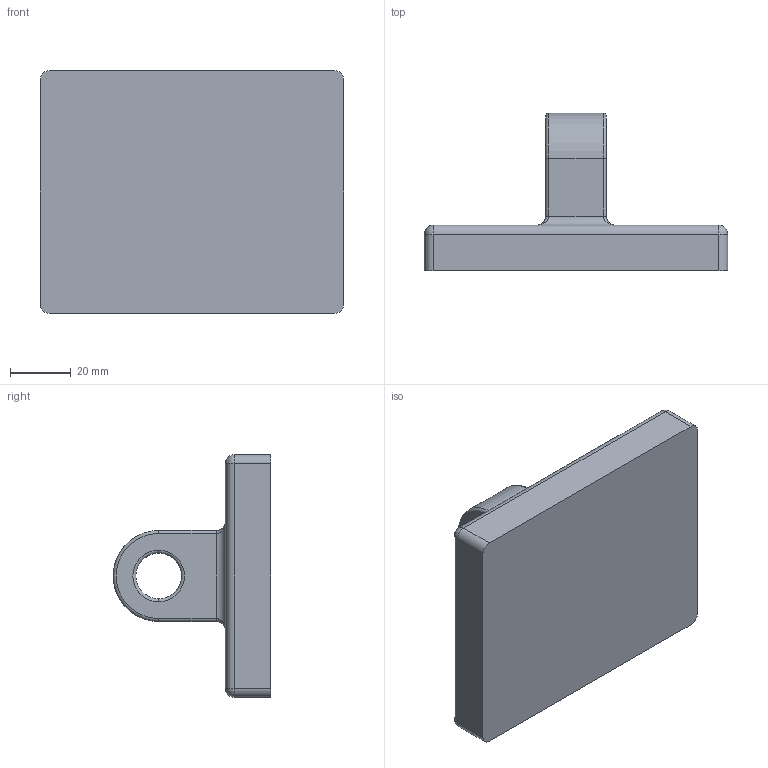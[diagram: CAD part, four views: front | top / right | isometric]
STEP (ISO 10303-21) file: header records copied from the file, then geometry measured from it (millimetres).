
FILE_DESCRIPTION (( 'STEP AP214' ), '1' );
FILE_NAME ('read_test1.STEP', '2022-10-26T11:57:39', ( '' ), ( '' ), 'SwSTEP 2.0', 'SolidWorks 2022', '' );
FILE_SCHEMA (( 'AUTOMOTIVE_DESIGN' ));
Length unit declared in the file: millimetre
Products named in the file (1): read_test1
Bounding box: 100 x 52 x 80 mm (x, y, z)
Volume: 136086 mm3; surface area: 24445.4 mm2
Topology: 1 solids, 1 shells, 43 faces, 96 edges, 48 vertices
Faces by surface type: cylinder 19, plane 10, torus 6, sphere 4, bspline 4
Entity records: 1292 total; most frequent: CARTESIAN_POINT 368, DIRECTION 200, ORIENTED_EDGE 176, EDGE_CURVE 88, AXIS2_PLACEMENT_3D 80, VERTEX_POINT 48, EDGE_LOOP 46, FACE_OUTER_BOUND 43
